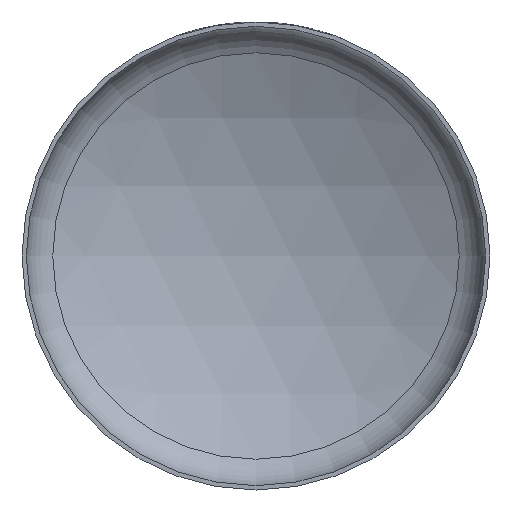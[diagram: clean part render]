
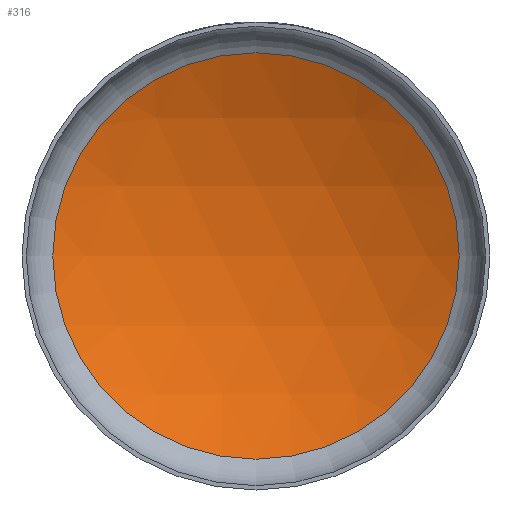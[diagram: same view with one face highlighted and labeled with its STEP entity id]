
A CAD part, front view. The second image highlights one B-rep face of the part: STEP entity #316.
In plain terms, the highlighted spherical face has radius 323.9 mm.
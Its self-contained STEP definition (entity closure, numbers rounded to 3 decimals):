
#316 = ADVANCED_FACE ( 'NONE', ( #18446 ), #31460, .F. ) ;
#1256 = CIRCLE ( 'NONE', #28910, 140.622 ) ;
#6972 = ORIENTED_EDGE ( 'NONE', *, *, #15657, .T. ) ;
#7317 = EDGE_LOOP ( 'NONE', ( #6972 ) ) ;
#8734 = AXIS2_PLACEMENT_3D ( 'NONE', #9701, #25355, #17139 ) ;
#9701 = CARTESIAN_POINT ( 'NONE',  ( 0., -242.604, 0. ) ) ;
#13948 = DIRECTION ( 'NONE',  ( 0., -1., 0. ) ) ;
#15657 = EDGE_CURVE ( 'NONE', #33003, #33003, #1256, .T. ) ;
#17139 = DIRECTION ( 'NONE',  ( 1., 0., 0. ) ) ;
#18446 = FACE_OUTER_BOUND ( 'NONE', #7317, .T. ) ;
#25355 = DIRECTION ( 'NONE',  ( 0., 0., 1. ) ) ;
#27338 = CARTESIAN_POINT ( 'NONE',  ( 0., 49.178, 0. ) ) ;
#28910 = AXIS2_PLACEMENT_3D ( 'NONE', #27338, #13948, #32573 ) ;
#30597 = CARTESIAN_POINT ( 'NONE',  ( 0., 49.178, -140.622 ) ) ;
#31460 = SPHERICAL_SURFACE ( 'NONE', #8734, 323.9 ) ;
#32573 = DIRECTION ( 'NONE',  ( 0., 0., -1. ) ) ;
#33003 = VERTEX_POINT ( 'NONE', #30597 ) ;
